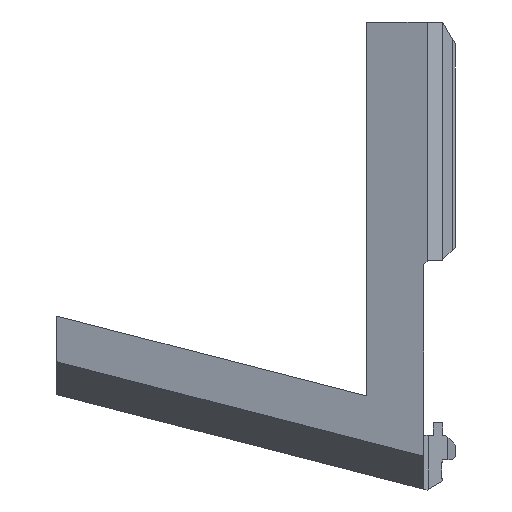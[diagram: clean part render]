
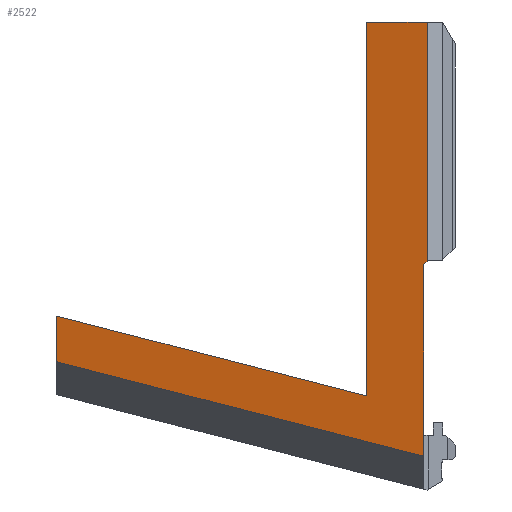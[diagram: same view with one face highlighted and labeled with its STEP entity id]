
A CAD part, left-side view. The second image highlights one B-rep face of the part: STEP entity #2522.
In plain terms, the highlighted planar face has unit normal (-0.968, 0.249, 0).
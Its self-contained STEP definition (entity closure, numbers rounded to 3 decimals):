
#130=PLANE('',#2687);
#256=FACE_OUTER_BOUND('',#388,.T.);
#388=EDGE_LOOP('',(#2261,#2262,#2263,#2264,#2265,#2266,#2267,#2268));
#498=LINE('',#3849,#816);
#627=LINE('',#4122,#945);
#633=LINE('',#4133,#951);
#652=LINE('',#4176,#970);
#659=LINE('',#4189,#977);
#661=LINE('',#4193,#979);
#708=LINE('',#4280,#1026);
#710=LINE('',#4283,#1028);
#816=VECTOR('',#2919,1000.);
#945=VECTOR('',#3156,1000.);
#951=VECTOR('',#3166,1000.);
#970=VECTOR('',#3199,1000.);
#977=VECTOR('',#3210,1000.);
#979=VECTOR('',#3214,1000.);
#1026=VECTOR('',#3297,1000.);
#1028=VECTOR('',#3301,10.);
#1169=VERTEX_POINT('',#3846);
#1170=VERTEX_POINT('',#3848);
#1259=VERTEX_POINT('',#4119);
#1260=VERTEX_POINT('',#4121);
#1263=VERTEX_POINT('',#4131);
#1278=VERTEX_POINT('',#4172);
#1280=VERTEX_POINT('',#4175);
#1285=VERTEX_POINT('',#4192);
#1438=EDGE_CURVE('',#1170,#1169,#498,.T.);
#1569=EDGE_CURVE('',#1259,#1260,#627,.T.);
#1575=EDGE_CURVE('',#1263,#1259,#633,.T.);
#1595=EDGE_CURVE('',#1280,#1278,#652,.T.);
#1602=EDGE_CURVE('',#1169,#1280,#659,.T.);
#1604=EDGE_CURVE('',#1285,#1170,#661,.T.);
#1654=EDGE_CURVE('',#1278,#1260,#708,.T.);
#1656=EDGE_CURVE('',#1285,#1263,#710,.F.);
#2261=ORIENTED_EDGE('',*,*,#1569,.F.);
#2262=ORIENTED_EDGE('',*,*,#1575,.F.);
#2263=ORIENTED_EDGE('',*,*,#1656,.F.);
#2264=ORIENTED_EDGE('',*,*,#1604,.T.);
#2265=ORIENTED_EDGE('',*,*,#1438,.T.);
#2266=ORIENTED_EDGE('',*,*,#1602,.T.);
#2267=ORIENTED_EDGE('',*,*,#1595,.T.);
#2268=ORIENTED_EDGE('',*,*,#1654,.T.);
#2522=ADVANCED_FACE('',(#256),#130,.F.);
#2687=AXIS2_PLACEMENT_3D('',#4282,#3299,#3300);
#2919=DIRECTION('',(0.,0.,1.));
#3156=DIRECTION('',(0.,0.,1.));
#3166=DIRECTION('',(-0.242,-0.94,-0.242));
#3199=DIRECTION('',(0.,0.,1.));
#3210=DIRECTION('',(-0.179,-0.696,0.696));
#3214=DIRECTION('',(-0.242,-0.94,-0.242));
#3297=DIRECTION('',(0.25,0.968,0.));
#3299=DIRECTION('center_axis',(0.968,-0.25,0.));
#3300=DIRECTION('ref_axis',(0.25,0.968,0.));
#3301=DIRECTION('',(0.,0.,-1.));
#3846=CARTESIAN_POINT('',(-248.172,496.1,-475.674));
#3848=CARTESIAN_POINT('',(-248.172,496.1,-535.822));
#3849=CARTESIAN_POINT('',(-248.172,496.1,-247.674));
#4119=CARTESIAN_POINT('',(-243.566,513.973,-516.869));
#4121=CARTESIAN_POINT('',(-243.566,513.973,-399.394));
#4122=CARTESIAN_POINT('',(-243.566,513.973,-517.867));
#4131=CARTESIAN_POINT('',(-218.474,611.348,-491.776));
#4133=CARTESIAN_POINT('',(-222.106,597.253,-495.409));
#4172=CARTESIAN_POINT('',(-248.471,494.942,-399.394));
#4175=CARTESIAN_POINT('',(-248.471,494.942,-474.516));
#4176=CARTESIAN_POINT('',(-248.471,494.942,-431.867));
#4189=CARTESIAN_POINT('',(-267.891,419.58,-399.154));
#4192=CARTESIAN_POINT('',(-218.474,611.348,-506.123));
#4193=CARTESIAN_POINT('',(-215.385,623.334,-503.034));
#4280=CARTESIAN_POINT('',(-231.286,561.627,-399.394));
#4282=CARTESIAN_POINT('Origin',(-231.286,561.627,-247.674));
#4283=CARTESIAN_POINT('',(-218.474,611.348,-69.361));
